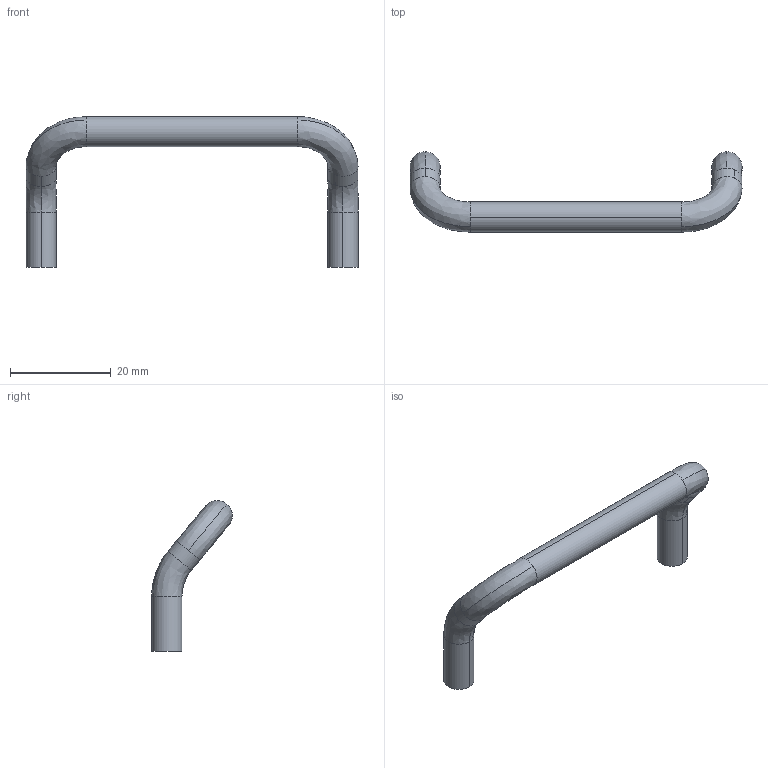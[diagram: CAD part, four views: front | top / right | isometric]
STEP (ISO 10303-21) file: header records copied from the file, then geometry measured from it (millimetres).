
FILE_DESCRIPTION( (''), '2;1');
FILE_NAME ('PC50.1864.THA_32_1_7573.stp','2021-09-06T11:56:38',(''),(''),'spGate 17.5.2','','');
FILE_SCHEMA (('AUTOMOTIVE_DESIGN'));
Length unit declared in the file: millimetre
Bounding box: 66 x 16 x 30 mm (x, y, z)
Volume: 3017 mm3; surface area: 2361 mm2
Topology: 1 solids, 1 shells, 26 faces, 64 edges, 42 vertices
Faces by surface type: cylinder 14, bspline 8, plane 4
Entity records: 1411 total; most frequent: CARTESIAN_POINT 310, ORIENTED_EDGE 128, DIRECTION 116, COLOUR_RGB 91, PRESENTATION_STYLE_ASSIGNMENT 91, STYLED_ITEM 91, EDGE_CURVE 64, DRAUGHTING_PRE_DEFINED_CURVE_FONT 64
